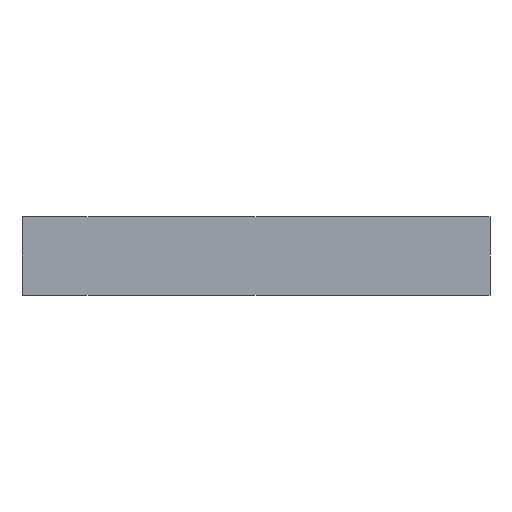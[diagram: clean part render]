
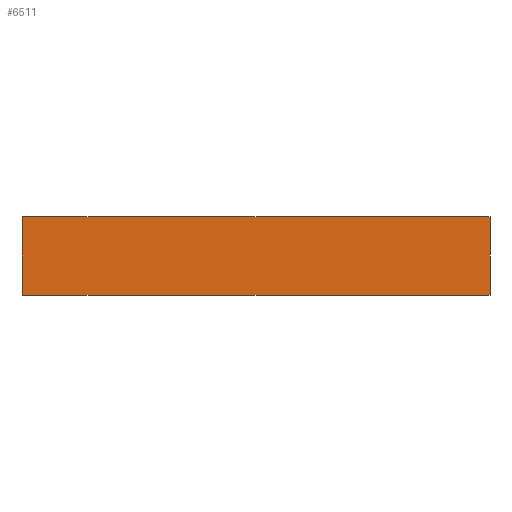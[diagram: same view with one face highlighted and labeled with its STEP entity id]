
A CAD part, front view. The second image highlights one B-rep face of the part: STEP entity #6511.
In plain terms, the highlighted planar face has unit normal (0, -1, 0).
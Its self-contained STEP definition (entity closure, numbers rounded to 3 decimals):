
#5301 = PLANE('',#5302);
#5302 = AXIS2_PLACEMENT_3D('',#5303,#5304,#5305);
#5303 = CARTESIAN_POINT('',(0.,0.,1.6)
  );
#5304 = DIRECTION('',(0.,0.,1.));
#5305 = DIRECTION('',(0.,1.,0.));
#5357 = PLANE('',#5358);
#5358 = AXIS2_PLACEMENT_3D('',#5359,#5360,#5361);
#5359 = CARTESIAN_POINT('',(0.,0.,-1.6)
  );
#5360 = DIRECTION('',(0.,0.,-1.));
#5361 = DIRECTION('',(-1.,0.,0.));
#5952 = EDGE_CURVE('',#5953,#5955,#5957,.T.);
#5953 = VERTEX_POINT('',#5954);
#5954 = CARTESIAN_POINT('',(9.5,-82.5,1.6));
#5955 = VERTEX_POINT('',#5956);
#5956 = CARTESIAN_POINT('',(-9.5,-82.5,1.6));
#5957 = SURFACE_CURVE('',#5958,(#5962,#5969),.PCURVE_S1.);
#5958 = LINE('',#5959,#5960);
#5959 = CARTESIAN_POINT('',(9.5,-82.5,1.6));
#5960 = VECTOR('',#5961,1.);
#5961 = DIRECTION('',(-1.,0.,0.));
#5962 = PCURVE('',#5301,#5963);
#5963 = DEFINITIONAL_REPRESENTATION('',(#5964),#5968);
#5964 = LINE('',#5965,#5966);
#5965 = CARTESIAN_POINT('',(-82.5,-9.5));
#5966 = VECTOR('',#5967,1.);
#5967 = DIRECTION('',(0.,1.));
#5968 = ( GEOMETRIC_REPRESENTATION_CONTEXT(2) 
PARAMETRIC_REPRESENTATION_CONTEXT() REPRESENTATION_CONTEXT('2D SPACE',''
  ) );
#5969 = PCURVE('',#5970,#5975);
#5970 = PLANE('',#5971);
#5971 = AXIS2_PLACEMENT_3D('',#5972,#5973,#5974);
#5972 = CARTESIAN_POINT('',(0.,-82.5,0.));
#5973 = DIRECTION('',(0.,-1.,0.));
#5974 = DIRECTION('',(0.,0.,-1.));
#5975 = DEFINITIONAL_REPRESENTATION('',(#5976),#5980);
#5976 = LINE('',#5977,#5978);
#5977 = CARTESIAN_POINT('',(-1.6,9.5));
#5978 = VECTOR('',#5979,1.);
#5979 = DIRECTION('',(0.,-1.));
#5980 = ( GEOMETRIC_REPRESENTATION_CONTEXT(2) 
PARAMETRIC_REPRESENTATION_CONTEXT() REPRESENTATION_CONTEXT('2D SPACE',''
  ) );
#5998 = PLANE('',#5999);
#5999 = AXIS2_PLACEMENT_3D('',#6000,#6001,#6002);
#6000 = CARTESIAN_POINT('',(9.5,-70.,0.));
#6001 = DIRECTION('',(1.,0.,0.));
#6002 = DIRECTION('',(0.,0.,1.));
#6203 = PLANE('',#6204);
#6204 = AXIS2_PLACEMENT_3D('',#6205,#6206,#6207);
#6205 = CARTESIAN_POINT('',(-9.5,-70.,0.));
#6206 = DIRECTION('',(-1.,0.,0.));
#6207 = DIRECTION('',(0.,0.,-1.));
#6267 = EDGE_CURVE('',#6268,#6270,#6272,.T.);
#6268 = VERTEX_POINT('',#6269);
#6269 = CARTESIAN_POINT('',(-9.5,-82.5,-1.6));
#6270 = VERTEX_POINT('',#6271);
#6271 = CARTESIAN_POINT('',(9.5,-82.5,-1.6));
#6272 = SURFACE_CURVE('',#6273,(#6277,#6284),.PCURVE_S1.);
#6273 = LINE('',#6274,#6275);
#6274 = CARTESIAN_POINT('',(-9.5,-82.5,-1.6));
#6275 = VECTOR('',#6276,1.);
#6276 = DIRECTION('',(1.,-0.,0.));
#6277 = PCURVE('',#5357,#6278);
#6278 = DEFINITIONAL_REPRESENTATION('',(#6279),#6283);
#6279 = LINE('',#6280,#6281);
#6280 = CARTESIAN_POINT('',(9.5,-82.5));
#6281 = VECTOR('',#6282,1.);
#6282 = DIRECTION('',(-1.,0.));
#6283 = ( GEOMETRIC_REPRESENTATION_CONTEXT(2) 
PARAMETRIC_REPRESENTATION_CONTEXT() REPRESENTATION_CONTEXT('2D SPACE',''
  ) );
#6284 = PCURVE('',#5970,#6285);
#6285 = DEFINITIONAL_REPRESENTATION('',(#6286),#6290);
#6286 = LINE('',#6287,#6288);
#6287 = CARTESIAN_POINT('',(1.6,-9.5));
#6288 = VECTOR('',#6289,1.);
#6289 = DIRECTION('',(0.,1.));
#6290 = ( GEOMETRIC_REPRESENTATION_CONTEXT(2) 
PARAMETRIC_REPRESENTATION_CONTEXT() REPRESENTATION_CONTEXT('2D SPACE',''
  ) );
#6511 = ADVANCED_FACE('',(#6512),#5970,.T.);
#6512 = FACE_BOUND('',#6513,.T.);
#6513 = EDGE_LOOP('',(#6514,#6515,#6536,#6537));
#6514 = ORIENTED_EDGE('',*,*,#6267,.T.);
#6515 = ORIENTED_EDGE('',*,*,#6516,.F.);
#6516 = EDGE_CURVE('',#5953,#6270,#6517,.T.);
#6517 = SURFACE_CURVE('',#6518,(#6522,#6529),.PCURVE_S1.);
#6518 = LINE('',#6519,#6520);
#6519 = CARTESIAN_POINT('',(9.5,-82.5,1.6));
#6520 = VECTOR('',#6521,1.);
#6521 = DIRECTION('',(0.,0.,-1.));
#6522 = PCURVE('',#5970,#6523);
#6523 = DEFINITIONAL_REPRESENTATION('',(#6524),#6528);
#6524 = LINE('',#6525,#6526);
#6525 = CARTESIAN_POINT('',(-1.6,9.5));
#6526 = VECTOR('',#6527,1.);
#6527 = DIRECTION('',(1.,0.));
#6528 = ( GEOMETRIC_REPRESENTATION_CONTEXT(2) 
PARAMETRIC_REPRESENTATION_CONTEXT() REPRESENTATION_CONTEXT('2D SPACE',''
  ) );
#6529 = PCURVE('',#5998,#6530);
#6530 = DEFINITIONAL_REPRESENTATION('',(#6531),#6535);
#6531 = LINE('',#6532,#6533);
#6532 = CARTESIAN_POINT('',(1.6,12.5));
#6533 = VECTOR('',#6534,1.);
#6534 = DIRECTION('',(-1.,0.));
#6535 = ( GEOMETRIC_REPRESENTATION_CONTEXT(2) 
PARAMETRIC_REPRESENTATION_CONTEXT() REPRESENTATION_CONTEXT('2D SPACE',''
  ) );
#6536 = ORIENTED_EDGE('',*,*,#5952,.T.);
#6537 = ORIENTED_EDGE('',*,*,#6538,.T.);
#6538 = EDGE_CURVE('',#5955,#6268,#6539,.T.);
#6539 = SURFACE_CURVE('',#6540,(#6544,#6551),.PCURVE_S1.);
#6540 = LINE('',#6541,#6542);
#6541 = CARTESIAN_POINT('',(-9.5,-82.5,1.6));
#6542 = VECTOR('',#6543,1.);
#6543 = DIRECTION('',(0.,0.,-1.));
#6544 = PCURVE('',#5970,#6545);
#6545 = DEFINITIONAL_REPRESENTATION('',(#6546),#6550);
#6546 = LINE('',#6547,#6548);
#6547 = CARTESIAN_POINT('',(-1.6,-9.5));
#6548 = VECTOR('',#6549,1.);
#6549 = DIRECTION('',(1.,0.));
#6550 = ( GEOMETRIC_REPRESENTATION_CONTEXT(2) 
PARAMETRIC_REPRESENTATION_CONTEXT() REPRESENTATION_CONTEXT('2D SPACE',''
  ) );
#6551 = PCURVE('',#6203,#6552);
#6552 = DEFINITIONAL_REPRESENTATION('',(#6553),#6557);
#6553 = LINE('',#6554,#6555);
#6554 = CARTESIAN_POINT('',(-1.6,12.5));
#6555 = VECTOR('',#6556,1.);
#6556 = DIRECTION('',(1.,0.));
#6557 = ( GEOMETRIC_REPRESENTATION_CONTEXT(2) 
PARAMETRIC_REPRESENTATION_CONTEXT() REPRESENTATION_CONTEXT('2D SPACE',''
  ) );
